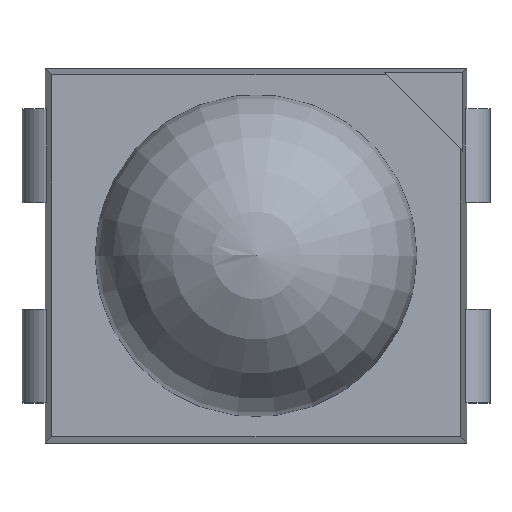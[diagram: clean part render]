
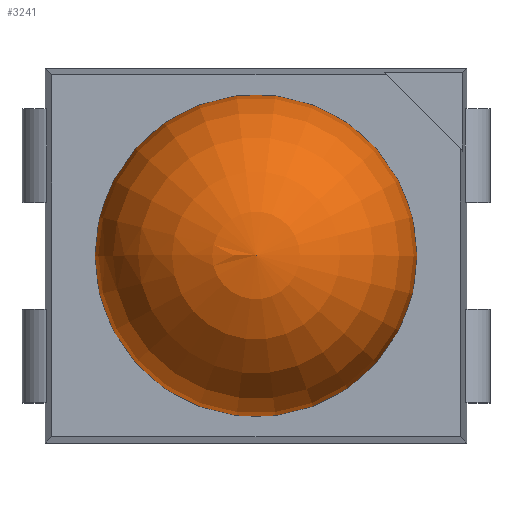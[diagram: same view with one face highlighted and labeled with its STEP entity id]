
A CAD part, top view. The second image highlights one B-rep face of the part: STEP entity #3241.
In plain terms, the highlighted toroidal (fillet/blend) face has major radius 0.046 mm and minor radius 1.25 mm.
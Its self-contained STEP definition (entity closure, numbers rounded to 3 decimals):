
#18=VERTEX_LOOP('',#1528);
#19=DEGENERATE_TOROIDAL_SURFACE('',#3462,0.046,1.25,.F.);
#185=CIRCLE('',#3461,1.2);
#917=ORIENTED_EDGE('',*,*,#1283,.T.);
#1283=EDGE_CURVE('',#1527,#1527,#185,.T.);
#1527=VERTEX_POINT('',#5029);
#1528=VERTEX_POINT('',#5031);
#2226=EDGE_LOOP('',(#917));
#2372=FACE_BOUND('',#18,.T.);
#2373=FACE_BOUND('',#2226,.T.);
#3241=ADVANCED_FACE('',(#2372,#2373),#19,.F.);
#3461=AXIS2_PLACEMENT_3D('',#5028,#4146,#4147);
#3462=AXIS2_PLACEMENT_3D('',#5030,#4148,#4149);
#4146=DIRECTION('',(0.,0.,1.));
#4147=DIRECTION('',(1.,0.,0.));
#4148=DIRECTION('',(0.,0.,1.));
#4149=DIRECTION('',(1.,0.,0.));
#5028=CARTESIAN_POINT('',(0.,0.,0.));
#5029=CARTESIAN_POINT('',(1.2,0.,0.));
#5030=CARTESIAN_POINT('',(0.,0.,0.101));
#5031=CARTESIAN_POINT('',(0.,0.,1.35));
